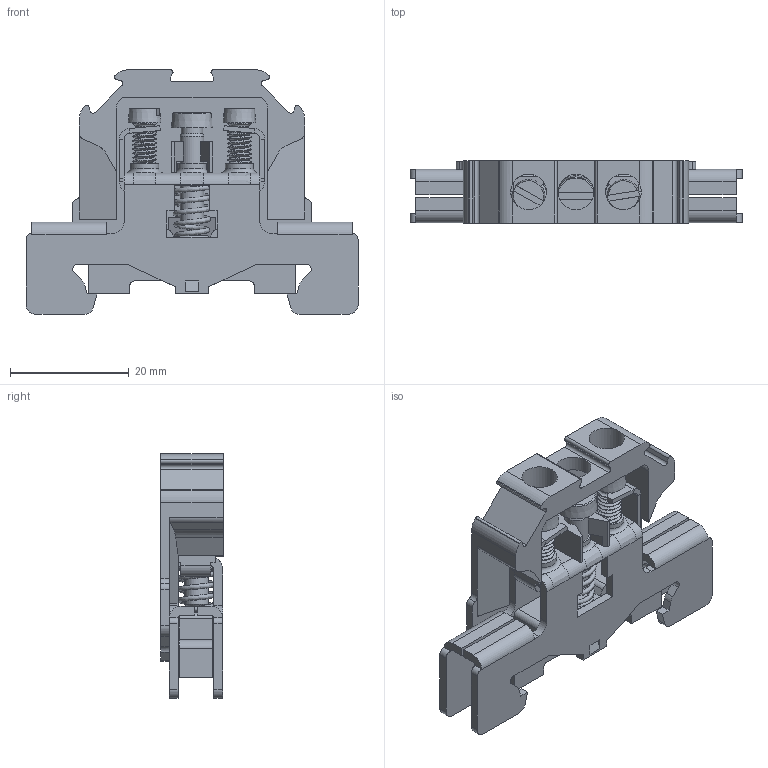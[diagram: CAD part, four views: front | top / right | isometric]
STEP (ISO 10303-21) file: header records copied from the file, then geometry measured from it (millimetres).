
FILE_DESCRIPTION(/* description */ (''),/* implementation_level */ '2;1');
FILE_NAME(/* name */ 'IKE16_ipt.stp',/* time_stamp */ '2017-11-02T08:32:27+01:00',/* author */ ('ahoffmann'),/* organization */ (''),/* preprocessor_version */ 'ST-DEVELOPER v16.1',/* originating_system */ 'Autodesk Inventor 2016',/* authorisation */ '');
FILE_SCHEMA (('AUTOMOTIVE_DESIGN { 1 0 10303 214 3 1 1 }'));
Length unit declared in the file: centimetre
Products named in the file (1): IKE16_vereinfacht
Bounding box: 56 x 10.5 x 41.2 mm (x, y, z)
Volume: 7859.4 mm3; surface area: 10130.8 mm2
Topology: 1 solids, 2 shells, 545 faces, 1556 edges, 1005 vertices
Faces by surface type: plane 353, cylinder 151, torus 18, bspline 14, cone 9
Full cylindrical faces by diameter (mm): 2.8 x2, 3 x2, 3.15 x2, 3.621 x1, 3.99 x2, 4 x2, 4.75 x3, 6 x3
Entity records: 22289 total; most frequent: CARTESIAN_POINT 8352, ORIENTED_EDGE 2984, DIRECTION 2791, EDGE_CURVE 1490, LINE 1005, VECTOR 1005, VERTEX_POINT 976, AXIS2_PLACEMENT_3D 893
